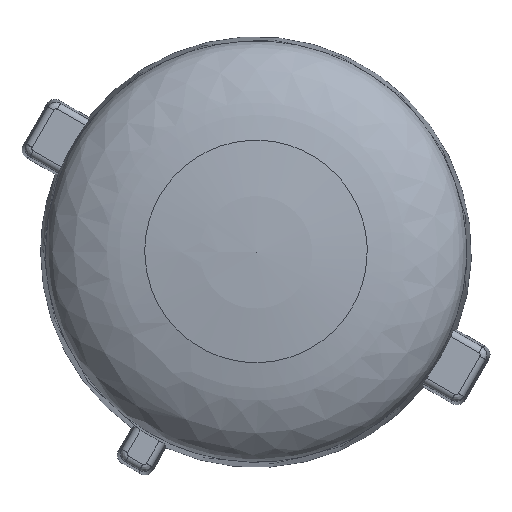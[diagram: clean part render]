
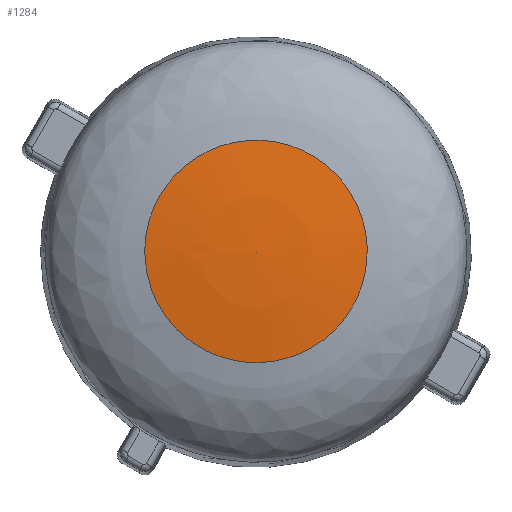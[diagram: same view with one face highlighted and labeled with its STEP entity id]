
A CAD part, top view. The second image highlights one B-rep face of the part: STEP entity #1284.
In plain terms, the highlighted spherical face has radius 30.742 mm.
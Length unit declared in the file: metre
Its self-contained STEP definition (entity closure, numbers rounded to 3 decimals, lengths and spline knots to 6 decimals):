
#86=SPHERICAL_SURFACE('',#1411,0.030742);
#274=CIRCLE('',#1412,0.030742);
#350=FACE_OUTER_BOUND('',#424,.T.);
#424=EDGE_LOOP('',(#1199,#1200,#1201,#1202));
#490=B_SPLINE_CURVE_WITH_KNOTS('',3,(#3371,#3372,#3373,#3374,#3375,#3376,
#3377,#3378,#3379,#3380,#3381,#3382,#3383,#3384,#3385,#3386,#3387,#3388,
#3389,#3390,#3391,#3392,#3393,#3394,#3395,#3396,#3397,#3398,#3399,#3400,
#3401,#3402,#3403,#3404,#3405,#3406,#3407,#3408,#3409,#3410,#3411,#3412,
#3413,#3414,#3415,#3416),.UNSPECIFIED.,.F.,.F.,(4,3,3,3,3,3,3,3,3,3,3,3,
3,3,3,4),(-1.,-0.9375,-0.875,-0.8125,-0.75,-0.6875,-0.625,-0.5625,-0.5,
-0.4375,-0.375,-0.3125,-0.25,-0.1875,-0.125,-0.123644),
 .UNSPECIFIED.);
#491=B_SPLINE_CURVE_WITH_KNOTS('',3,(#3419,#3420,#3421,#3422,#3423,#3424,
#3425),.UNSPECIFIED.,.F.,.F.,(4,3,4),(-0.123644,-0.0625,0.),
 .UNSPECIFIED.);
#621=VERTEX_POINT('',#3369);
#622=VERTEX_POINT('',#3370);
#623=VERTEX_POINT('',#3417);
#815=EDGE_CURVE('',#621,#622,#490,.T.);
#816=EDGE_CURVE('',#623,#622,#274,.T.);
#817=EDGE_CURVE('',#622,#621,#491,.T.);
#1199=ORIENTED_EDGE('',*,*,#815,.T.);
#1200=ORIENTED_EDGE('',*,*,#816,.F.);
#1201=ORIENTED_EDGE('',*,*,#816,.T.);
#1202=ORIENTED_EDGE('',*,*,#817,.T.);
#1284=ADVANCED_FACE('',(#350),#86,.T.);
#1411=AXIS2_PLACEMENT_3D('',#3368,#1709,#1710);
#1412=AXIS2_PLACEMENT_3D('',#3418,#1711,#1712);
#1709=DIRECTION('center_axis',(0.,0.,1.));
#1710=DIRECTION('ref_axis',(1.,0.,0.));
#1711=DIRECTION('center_axis',(0.,-1.,0.));
#1712=DIRECTION('ref_axis',(-1.,0.,0.));
#3368=CARTESIAN_POINT('Origin',(0.041242,0.,-0.016492));
#3369=CARTESIAN_POINT('',(0.038265,-0.002941,0.013964));
#3370=CARTESIAN_POINT('',(0.037033,0.,0.013961));
#3371=CARTESIAN_POINT('Ctrl Pts',(0.038265,-0.002941,
0.013964));
#3372=CARTESIAN_POINT('Ctrl Pts',(0.038655,-0.00333,
0.013964));
#3373=CARTESIAN_POINT('Ctrl Pts',(0.039121,-0.003642,
0.013965));
#3374=CARTESIAN_POINT('Ctrl Pts',(0.039631,-0.003853,
0.013965));
#3375=CARTESIAN_POINT('Ctrl Pts',(0.04014,-0.004064,
0.013965));
#3376=CARTESIAN_POINT('Ctrl Pts',(0.040692,-0.004174,
0.013965));
#3377=CARTESIAN_POINT('Ctrl Pts',(0.041242,-0.004173,
0.013965));
#3378=CARTESIAN_POINT('Ctrl Pts',(0.041792,-0.004173,
0.013965));
#3379=CARTESIAN_POINT('Ctrl Pts',(0.042343,-0.004064,
0.013965));
#3380=CARTESIAN_POINT('Ctrl Pts',(0.042852,-0.003853,
0.013965));
#3381=CARTESIAN_POINT('Ctrl Pts',(0.043362,-0.003642,
0.013965));
#3382=CARTESIAN_POINT('Ctrl Pts',(0.043829,-0.003329,
0.013964));
#3383=CARTESIAN_POINT('Ctrl Pts',(0.044218,-0.00294,
0.013964));
#3384=CARTESIAN_POINT('Ctrl Pts',(0.044607,-0.002551,
0.013964));
#3385=CARTESIAN_POINT('Ctrl Pts',(0.044919,-0.002085,
0.013963));
#3386=CARTESIAN_POINT('Ctrl Pts',(0.04513,-0.001575,
0.013962));
#3387=CARTESIAN_POINT('Ctrl Pts',(0.045341,-0.001066,
0.013962));
#3388=CARTESIAN_POINT('Ctrl Pts',(0.04545,-0.000514,
0.013961));
#3389=CARTESIAN_POINT('Ctrl Pts',(0.04545,0.000036,
0.013961));
#3390=CARTESIAN_POINT('Ctrl Pts',(0.04545,0.000586,
0.01396));
#3391=CARTESIAN_POINT('Ctrl Pts',(0.04534,0.001137,
0.013959));
#3392=CARTESIAN_POINT('Ctrl Pts',(0.045129,0.001646,
0.013959));
#3393=CARTESIAN_POINT('Ctrl Pts',(0.044918,0.002156,
0.013958));
#3394=CARTESIAN_POINT('Ctrl Pts',(0.044605,0.002622,
0.013958));
#3395=CARTESIAN_POINT('Ctrl Pts',(0.044217,0.003011,
0.013957));
#3396=CARTESIAN_POINT('Ctrl Pts',(0.043828,0.0034,
0.013957));
#3397=CARTESIAN_POINT('Ctrl Pts',(0.043361,0.003712,
0.013956));
#3398=CARTESIAN_POINT('Ctrl Pts',(0.042851,0.003923,
0.013956));
#3399=CARTESIAN_POINT('Ctrl Pts',(0.042342,0.004134,
0.013956));
#3400=CARTESIAN_POINT('Ctrl Pts',(0.041791,0.004243,
0.013956));
#3401=CARTESIAN_POINT('Ctrl Pts',(0.041242,0.004243,
0.013956));
#3402=CARTESIAN_POINT('Ctrl Pts',(0.040692,0.004243,
0.013956));
#3403=CARTESIAN_POINT('Ctrl Pts',(0.040141,0.004134,
0.013956));
#3404=CARTESIAN_POINT('Ctrl Pts',(0.039631,0.003923,
0.013956));
#3405=CARTESIAN_POINT('Ctrl Pts',(0.039122,0.003712,
0.013956));
#3406=CARTESIAN_POINT('Ctrl Pts',(0.038655,0.0034,
0.013957));
#3407=CARTESIAN_POINT('Ctrl Pts',(0.038266,0.003011,
0.013957));
#3408=CARTESIAN_POINT('Ctrl Pts',(0.037878,0.002622,
0.013958));
#3409=CARTESIAN_POINT('Ctrl Pts',(0.037565,0.002155,
0.013958));
#3410=CARTESIAN_POINT('Ctrl Pts',(0.037354,0.001646,
0.013959));
#3411=CARTESIAN_POINT('Ctrl Pts',(0.037143,0.001137,
0.013959));
#3412=CARTESIAN_POINT('Ctrl Pts',(0.037033,0.000585,
0.01396));
#3413=CARTESIAN_POINT('Ctrl Pts',(0.037033,0.000036,
0.013961));
#3414=CARTESIAN_POINT('Ctrl Pts',(0.037033,0.000024,
0.013961));
#3415=CARTESIAN_POINT('Ctrl Pts',(0.037033,0.000012,
0.013961));
#3416=CARTESIAN_POINT('Ctrl Pts',(0.037033,0.,
0.013961));
#3417=CARTESIAN_POINT('',(0.041242,0.,0.01425));
#3418=CARTESIAN_POINT('Origin',(0.041242,0.,-0.016492));
#3419=CARTESIAN_POINT('Ctrl Pts',(0.037033,0.,
0.013961));
#3420=CARTESIAN_POINT('Ctrl Pts',(0.037038,-0.000538,
0.013961));
#3421=CARTESIAN_POINT('Ctrl Pts',(0.037147,-0.001077,
0.013962));
#3422=CARTESIAN_POINT('Ctrl Pts',(0.037353,-0.001575,
0.013962));
#3423=CARTESIAN_POINT('Ctrl Pts',(0.037564,-0.002084,
0.013963));
#3424=CARTESIAN_POINT('Ctrl Pts',(0.037876,-0.002551,
0.013964));
#3425=CARTESIAN_POINT('Ctrl Pts',(0.038265,-0.002941,
0.013964));
